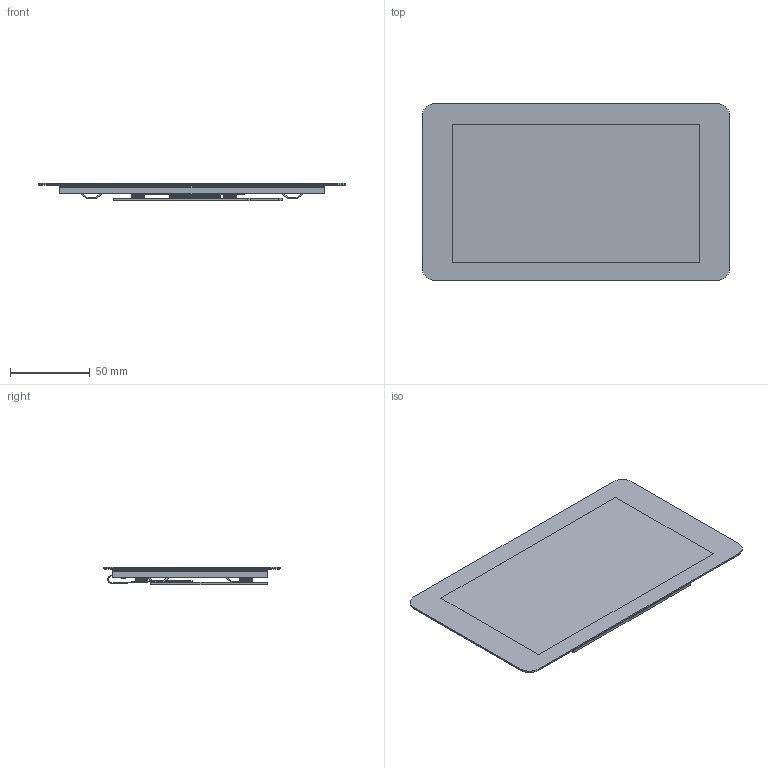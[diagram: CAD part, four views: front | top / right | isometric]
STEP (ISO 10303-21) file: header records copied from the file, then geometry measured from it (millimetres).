
FILE_DESCRIPTION (( 'STEP AP214' ), '1' );
FILE_NAME ('ESP32-S3 7inch Display Development Board, ESP32 With Display.STEP', '2025-07-30T06:25:43', ( '' ), ( '' ), 'SwSTEP 2.0', 'SolidWorks 2020', '' );
FILE_SCHEMA (( 'AUTOMOTIVE_DESIGN' ));
Length unit declared in the file: millimetre
Products named in the file (1): ESP32-S3 7inch Display Development Board, ESP32 With Display
Bounding box: 192.96 x 110.76 x 11.15 mm (x, y, z)
Volume: 121686.6 mm3; surface area: 174687.9 mm2
Topology: 8 solids, 8 shells, 193 faces, 528 edges, 352 vertices
Faces by surface type: plane 147, cylinder 42, torus 4
Entity records: 6259 total; most frequent: CARTESIAN_POINT 1074, ORIENTED_EDGE 1056, DIRECTION 1008, EDGE_CURVE 528, LINE 436, VECTOR 436, VERTEX_POINT 352, AXIS2_PLACEMENT_3D 286
